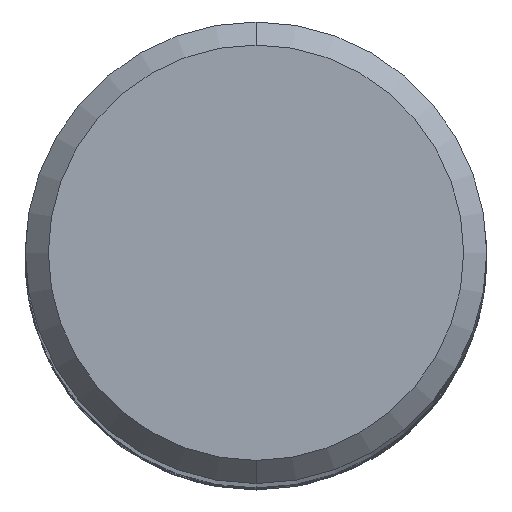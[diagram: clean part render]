
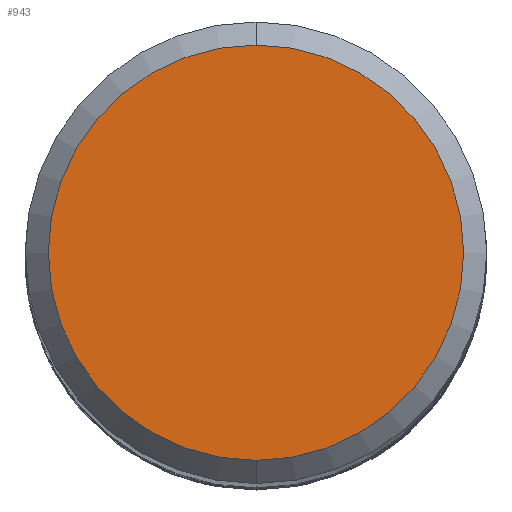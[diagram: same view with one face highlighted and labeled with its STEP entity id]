
A CAD part, top view. The second image highlights one B-rep face of the part: STEP entity #943.
In plain terms, the highlighted planar face has unit normal (0, 0, 1).
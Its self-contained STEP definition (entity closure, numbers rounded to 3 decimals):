
#787=EDGE_CURVE('',#1301,#1175,#1774,.T.);
#897=EDGE_CURVE('',#1175,#1301,#1890,.T.);
#943=ADVANCED_FACE('',(#1937),#1938,.T.);
#1175=VERTEX_POINT('',#2192);
#1301=VERTEX_POINT('',#2327);
#1774=CIRCLE('',#8648,3.6);
#1890=CIRCLE('',#10197,3.6);
#1937=FACE_OUTER_BOUND('',#10586,.T.);
#1938=PLANE('',#10587);
#2192=CARTESIAN_POINT('',(0.,-3.6,0.0));
#2327=CARTESIAN_POINT('',(0.0,3.6,0.0));
#8648=AXIS2_PLACEMENT_3D('',#18087,#18088,#18089);
#10197=AXIS2_PLACEMENT_3D('',#18171,#18172,#18173);
#10586=EDGE_LOOP('',(#18200,#18201));
#10587=AXIS2_PLACEMENT_3D('',#18202,#18203,#18204);
#18087=CARTESIAN_POINT('',(0.0,0.0,0.0));
#18088=DIRECTION('',(0.0,0.0,-1.0));
#18089=DIRECTION('',(0.0,1.0,0.0));
#18171=CARTESIAN_POINT('',(0.0,0.0,0.0));
#18172=DIRECTION('',(0.0,0.0,-1.0));
#18173=DIRECTION('',(0.0,1.0,0.0));
#18200=ORIENTED_EDGE('',*,*,#787,.F.);
#18201=ORIENTED_EDGE('',*,*,#897,.F.);
#18202=CARTESIAN_POINT('',(0.0,1.8,0.0));
#18203=DIRECTION('',(-0.0,0.0,1.0));
#18204=DIRECTION('',(0.0,-1.0,0.0));
